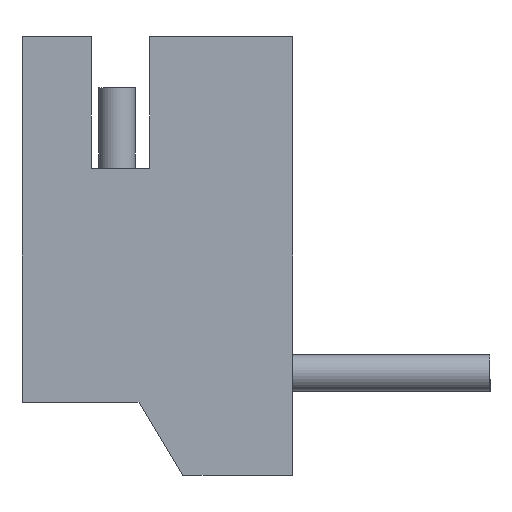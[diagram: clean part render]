
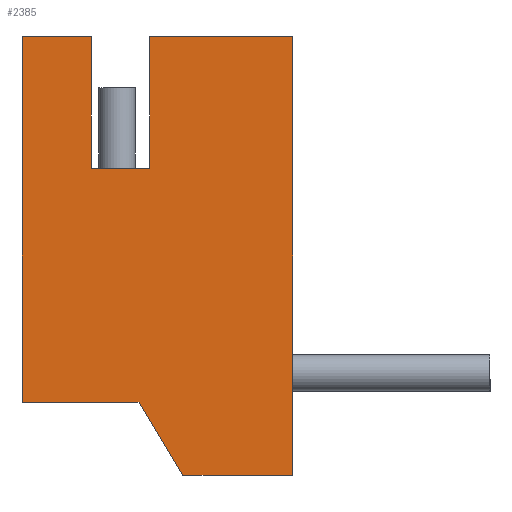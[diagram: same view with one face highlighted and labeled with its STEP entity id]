
A CAD part, left-side view. The second image highlights one B-rep face of the part: STEP entity #2385.
In plain terms, the highlighted planar face has unit normal (-1, 0, 0).
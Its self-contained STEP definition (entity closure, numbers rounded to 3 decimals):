
#38 = VECTOR ( 'NONE', #628, 1000. ) ;
#39 = CARTESIAN_POINT ( 'NONE',  ( 6.75, 0., 7. ) ) ;
#44 = LINE ( 'NONE', #39, #38 ) ;
#223 = CARTESIAN_POINT ( 'NONE',  ( 6.75, -3.7, 1. ) ) ;
#224 = DIRECTION ( 'NONE',  ( 0., 0., 1. ) ) ;
#225 = VECTOR ( 'NONE', #224, 1000. ) ;
#226 = CARTESIAN_POINT ( 'NONE',  ( 6.75, -3.7, 2. ) ) ;
#227 = LINE ( 'NONE', #226, #225 ) ;
#228 = CARTESIAN_POINT ( 'NONE',  ( 6.75, -3.7, 7. ) ) ;
#249 = CARTESIAN_POINT ( 'NONE',  ( 6.75, -1.75, 7. ) ) ;
#346 = CARTESIAN_POINT ( 'NONE',  ( 6.75, -1.6, 2. ) ) ;
#466 = FACE_OUTER_BOUND ( 'NONE', #2406, .T. ) ;
#492 = DIRECTION ( 'NONE',  ( 0., 1., 0. ) ) ;
#493 = DIRECTION ( 'NONE',  ( 1., 0., 0. ) ) ;
#494 = CARTESIAN_POINT ( 'NONE',  ( 6.75, 0., 7. ) ) ;
#495 = AXIS2_PLACEMENT_3D ( 'NONE', #494, #493, #492 ) ;
#496 = PLANE ( 'NONE',  #495 ) ;
#541 = LINE ( 'NONE', #654, #653 ) ;
#542 = CARTESIAN_POINT ( 'NONE',  ( 6.75, -1.75, 5.2 ) ) ;
#543 = CARTESIAN_POINT ( 'NONE',  ( 6.75, -0.95, 5.2 ) ) ;
#544 = DIRECTION ( 'NONE',  ( 0., -1., 0. ) ) ;
#545 = VECTOR ( 'NONE', #544, 1000. ) ;
#546 = CARTESIAN_POINT ( 'NONE',  ( 6.75, -0.95, 5.2 ) ) ;
#547 = LINE ( 'NONE', #546, #545 ) ;
#572 = DIRECTION ( 'NONE',  ( 0., 0., 1. ) ) ;
#573 = VECTOR ( 'NONE', #572, 1000. ) ;
#574 = CARTESIAN_POINT ( 'NONE',  ( 6.75, -1.75, 7. ) ) ;
#575 = LINE ( 'NONE', #574, #573 ) ;
#577 = DIRECTION ( 'NONE',  ( 0., -1., 0. ) ) ;
#578 = VECTOR ( 'NONE', #577, 1000. ) ;
#579 = CARTESIAN_POINT ( 'NONE',  ( 6.75, -2.2, 1. ) ) ;
#580 = LINE ( 'NONE', #579, #578 ) ;
#628 = DIRECTION ( 'NONE',  ( 0., 1., 0. ) ) ;
#643 = DIRECTION ( 'NONE',  ( 0., 0., -1. ) ) ;
#644 = VECTOR ( 'NONE', #643, 1000. ) ;
#645 = CARTESIAN_POINT ( 'NONE',  ( 6.75, 0., 2. ) ) ;
#646 = LINE ( 'NONE', #645, #644 ) ;
#647 = CARTESIAN_POINT ( 'NONE',  ( 6.75, -2.2, 1. ) ) ;
#648 = DIRECTION ( 'NONE',  ( 0., -0.514, -0.857 ) ) ;
#649 = VECTOR ( 'NONE', #648, 1000. ) ;
#650 = CARTESIAN_POINT ( 'NONE',  ( 6.75, -1.6, 2. ) ) ;
#651 = LINE ( 'NONE', #650, #649 ) ;
#652 = DIRECTION ( 'NONE',  ( 0., 0., -1. ) ) ;
#653 = VECTOR ( 'NONE', #652, 1000. ) ;
#654 = CARTESIAN_POINT ( 'NONE',  ( 6.75, -0.95, 7. ) ) ;
#2122 = EDGE_CURVE ( 'NONE', #2123, #2333, #3484, .T. ) ;
#2123 = VERTEX_POINT ( 'NONE', #3480 ) ;
#2162 = EDGE_CURVE ( 'NONE', #2163, #2164, #3549, .T. ) ;
#2163 = VERTEX_POINT ( 'NONE', #3545 ) ;
#2164 = VERTEX_POINT ( 'NONE', #3544 ) ;
#2231 = VERTEX_POINT ( 'NONE', #228 ) ;
#2233 = EDGE_CURVE ( 'NONE', #2234, #2231, #227, .T. ) ;
#2234 = VERTEX_POINT ( 'NONE', #223 ) ;
#2333 = VERTEX_POINT ( 'NONE', #346 ) ;
#2381 = VERTEX_POINT ( 'NONE', #249 ) ;
#2383 = EDGE_CURVE ( 'NONE', #2231, #2381, #44, .T. ) ;
#2385 = ADVANCED_FACE ( 'NONE', ( #466 ), #496, .F. ) ;
#2406 = EDGE_LOOP ( 'NONE', ( #2407, #2411, #2413, #2414, #2415, #2416, #2455, #2457, #2458, #2459 ) ) ;
#2407 = ORIENTED_EDGE ( 'NONE', *, *, #2408, .F. ) ;
#2408 = EDGE_CURVE ( 'NONE', #2409, #2410, #547, .T. ) ;
#2409 = VERTEX_POINT ( 'NONE', #543 ) ;
#2410 = VERTEX_POINT ( 'NONE', #542 ) ;
#2411 = ORIENTED_EDGE ( 'NONE', *, *, #2412, .F. ) ;
#2412 = EDGE_CURVE ( 'NONE', #2163, #2409, #541, .T. ) ;
#2413 = ORIENTED_EDGE ( 'NONE', *, *, #2162, .T. ) ;
#2414 = ORIENTED_EDGE ( 'NONE', *, *, #2420, .T. ) ;
#2415 = ORIENTED_EDGE ( 'NONE', *, *, #2122, .T. ) ;
#2416 = ORIENTED_EDGE ( 'NONE', *, *, #2417, .T. ) ;
#2417 = EDGE_CURVE ( 'NONE', #2333, #2418, #651, .T. ) ;
#2418 = VERTEX_POINT ( 'NONE', #647 ) ;
#2420 = EDGE_CURVE ( 'NONE', #2164, #2123, #646, .T. ) ;
#2455 = ORIENTED_EDGE ( 'NONE', *, *, #2456, .T. ) ;
#2456 = EDGE_CURVE ( 'NONE', #2418, #2234, #580, .T. ) ;
#2457 = ORIENTED_EDGE ( 'NONE', *, *, #2233, .T. ) ;
#2458 = ORIENTED_EDGE ( 'NONE', *, *, #2383, .T. ) ;
#2459 = ORIENTED_EDGE ( 'NONE', *, *, #2460, .F. ) ;
#2460 = EDGE_CURVE ( 'NONE', #2410, #2381, #575, .T. ) ;
#3480 = CARTESIAN_POINT ( 'NONE',  ( 6.75, 0., 2. ) ) ;
#3481 = DIRECTION ( 'NONE',  ( 0., -1., 0. ) ) ;
#3482 = VECTOR ( 'NONE', #3481, 1000. ) ;
#3483 = CARTESIAN_POINT ( 'NONE',  ( 6.75, 0., 2. ) ) ;
#3484 = LINE ( 'NONE', #3483, #3482 ) ;
#3544 = CARTESIAN_POINT ( 'NONE',  ( 6.75, 0., 7. ) ) ;
#3545 = CARTESIAN_POINT ( 'NONE',  ( 6.75, -0.95, 7. ) ) ;
#3546 = DIRECTION ( 'NONE',  ( 0., 1., 0. ) ) ;
#3547 = VECTOR ( 'NONE', #3546, 1000. ) ;
#3548 = CARTESIAN_POINT ( 'NONE',  ( 6.75, 0., 7. ) ) ;
#3549 = LINE ( 'NONE', #3548, #3547 ) ;
